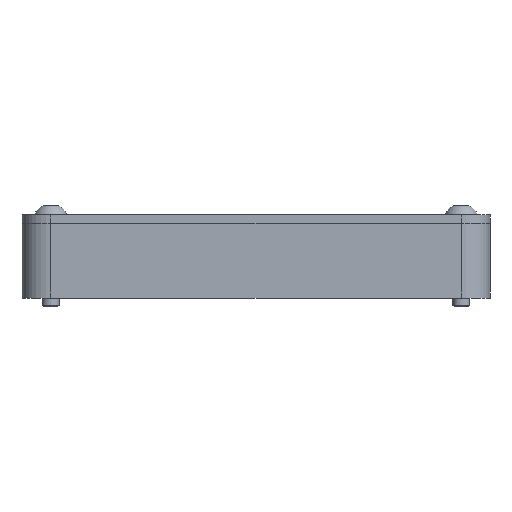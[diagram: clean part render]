
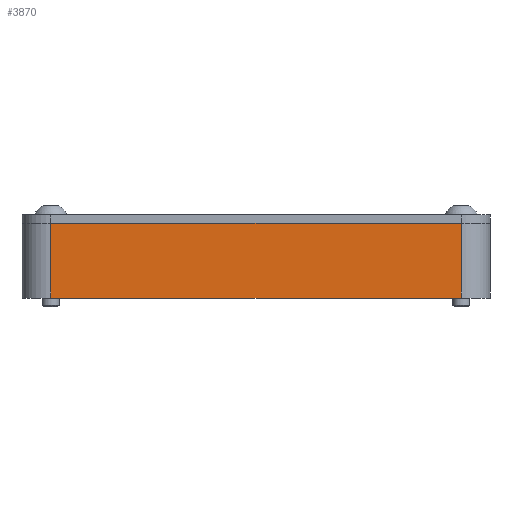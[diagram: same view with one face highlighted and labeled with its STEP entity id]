
A CAD part, left-side view. The second image highlights one B-rep face of the part: STEP entity #3870.
In plain terms, the highlighted planar face has unit normal (-1, 0, 0).
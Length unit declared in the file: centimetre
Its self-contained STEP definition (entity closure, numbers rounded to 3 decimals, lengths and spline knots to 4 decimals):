
#185=PLANE('',#4135);
#308=FACE_OUTER_BOUND('',#514,.T.);
#514=EDGE_LOOP('',(#2728,#2729,#2730,#2731));
#819=LINE('',#5659,#1206);
#827=LINE('',#5676,#1214);
#843=LINE('',#5725,#1230);
#844=LINE('',#5728,#1231);
#1206=VECTOR('',#4507,1.);
#1214=VECTOR('',#4519,1.);
#1230=VECTOR('',#4563,1.);
#1231=VECTOR('',#4568,1.);
#1758=VERTEX_POINT('',#5652);
#1761=VERTEX_POINT('',#5657);
#1768=VERTEX_POINT('',#5675);
#1787=VERTEX_POINT('',#5724);
#2126=EDGE_CURVE('',#1761,#1758,#819,.T.);
#2134=EDGE_CURVE('',#1758,#1768,#827,.T.);
#2159=EDGE_CURVE('',#1768,#1787,#843,.T.);
#2161=EDGE_CURVE('',#1787,#1761,#844,.T.);
#2728=ORIENTED_EDGE('',*,*,#2126,.F.);
#2729=ORIENTED_EDGE('',*,*,#2161,.F.);
#2730=ORIENTED_EDGE('',*,*,#2159,.F.);
#2731=ORIENTED_EDGE('',*,*,#2134,.F.);
#3870=ADVANCED_FACE('',(#308),#185,.T.);
#4135=AXIS2_PLACEMENT_3D('',#5727,#4566,#4567);
#4507=DIRECTION('',(0.,0.,1.));
#4519=DIRECTION('',(0.,-1.,0.));
#4563=DIRECTION('',(0.,0.,-1.));
#4566=DIRECTION('center_axis',(-1.,0.,0.));
#4567=DIRECTION('ref_axis',(0.,-1.,0.));
#4568=DIRECTION('',(0.,1.,0.));
#5652=CARTESIAN_POINT('',(-3.,2.5,1.3));
#5657=CARTESIAN_POINT('',(-3.,2.5,0.));
#5659=CARTESIAN_POINT('',(-3.,2.5,0.));
#5675=CARTESIAN_POINT('',(-3.,-4.654,1.3));
#5676=CARTESIAN_POINT('',(-3.,-5.154,1.3));
#5724=CARTESIAN_POINT('',(-3.,-4.654,0.));
#5725=CARTESIAN_POINT('',(-3.,-4.654,0.));
#5727=CARTESIAN_POINT('Origin',(-3.,3.,0.));
#5728=CARTESIAN_POINT('',(-3.,-5.154,0.));
